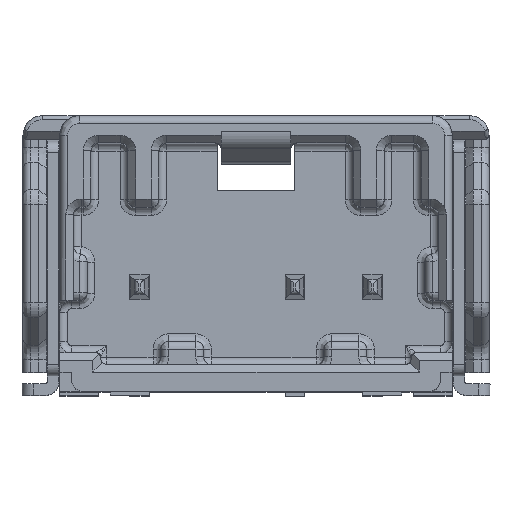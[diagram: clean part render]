
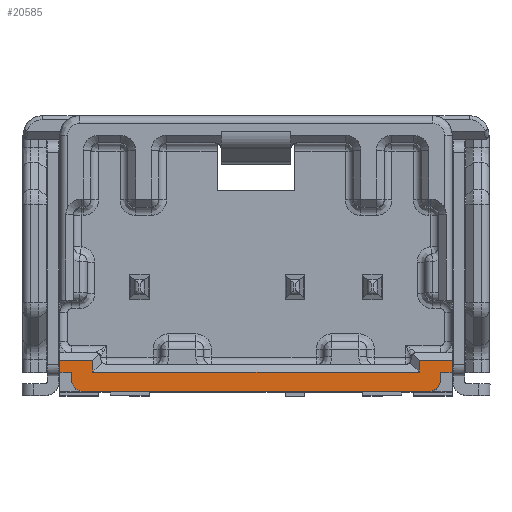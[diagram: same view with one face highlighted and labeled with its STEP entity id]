
A CAD part, top view. The second image highlights one B-rep face of the part: STEP entity #20585.
In plain terms, the highlighted planar face has unit normal (0, 0, 1).
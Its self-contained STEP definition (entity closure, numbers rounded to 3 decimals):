
#43 = EDGE_CURVE ( 'NONE', #7420, #9806, #15659, .T. ) ;
#110 = VECTOR ( 'NONE', #13413, 1000. ) ;
#194 = VERTEX_POINT ( 'NONE', #4594 ) ;
#216 = LINE ( 'NONE', #16946, #12719 ) ;
#282 = DIRECTION ( 'NONE',  ( 0., 1., 0. ) ) ;
#290 = CARTESIAN_POINT ( 'NONE',  ( 5.05, 0.6, 0. ) ) ;
#340 = EDGE_CURVE ( 'NONE', #11464, #16115, #21644, .T. ) ;
#602 = CARTESIAN_POINT ( 'NONE',  ( 0., 3.65, 0. ) ) ;
#605 = CARTESIAN_POINT ( 'NONE',  ( 5.05, 0.9, 0. ) ) ;
#620 = ORIENTED_EDGE ( 'NONE', *, *, #13317, .F. ) ;
#679 = EDGE_CURVE ( 'NONE', #12974, #5155, #6641, .T. ) ;
#834 = CARTESIAN_POINT ( 'NONE',  ( 0., 0.6, 0. ) ) ;
#837 = CARTESIAN_POINT ( 'NONE',  ( 4.45, 0.1, 0. ) ) ;
#1019 = EDGE_CURVE ( 'NONE', #15675, #14876, #12814, .T. ) ;
#1284 = ORIENTED_EDGE ( 'NONE', *, *, #340, .F. ) ;
#1396 = EDGE_CURVE ( 'NONE', #3057, #5155, #20032, .T. ) ;
#1629 = LINE ( 'NONE', #21546, #21637 ) ;
#2041 = DIRECTION ( 'NONE',  ( 0., 1., 0. ) ) ;
#2052 = ORIENTED_EDGE ( 'NONE', *, *, #20456, .F. ) ;
#2431 = VECTOR ( 'NONE', #2041, 1000. ) ;
#2462 = DIRECTION ( 'NONE',  ( 0., -1., 0. ) ) ;
#2869 = PLANE ( 'NONE',  #8888 ) ;
#3057 = VERTEX_POINT ( 'NONE', #290 ) ;
#3381 = ORIENTED_EDGE ( 'NONE', *, *, #19745, .T. ) ;
#3389 = CARTESIAN_POINT ( 'NONE',  ( -5.05, 0.6, 0. ) ) ;
#3658 = ORIENTED_EDGE ( 'NONE', *, *, #43, .F. ) ;
#4020 = LINE ( 'NONE', #10790, #17957 ) ;
#4411 = VERTEX_POINT ( 'NONE', #5194 ) ;
#4522 = ORIENTED_EDGE ( 'NONE', *, *, #7414, .F. ) ;
#4590 = DIRECTION ( 'NONE',  ( 1., 0., 0. ) ) ;
#4594 = CARTESIAN_POINT ( 'NONE',  ( -4.45, 0.1, 0. ) ) ;
#4839 = DIRECTION ( 'NONE',  ( 1., 0., 0. ) ) ;
#5136 = ORIENTED_EDGE ( 'NONE', *, *, #679, .T. ) ;
#5155 = VERTEX_POINT ( 'NONE', #13859 ) ;
#5188 = ORIENTED_EDGE ( 'NONE', *, *, #1396, .F. ) ;
#5194 = CARTESIAN_POINT ( 'NONE',  ( -4.75, 0.4, 0. ) ) ;
#5454 = CARTESIAN_POINT ( 'NONE',  ( -4.2, 0.9, 0. ) ) ;
#5671 = DIRECTION ( 'NONE',  ( -1., 0., 0. ) ) ;
#5701 = DIRECTION ( 'NONE',  ( 1., 0., 0. ) ) ;
#5751 = DIRECTION ( 'NONE',  ( 0., 0., -1. ) ) ;
#6017 = LINE ( 'NONE', #16069, #9198 ) ;
#6124 = LINE ( 'NONE', #9204, #16525 ) ;
#6483 = CARTESIAN_POINT ( 'NONE',  ( 0., 0.6, 0. ) ) ;
#6641 = LINE ( 'NONE', #15277, #14845 ) ;
#6902 = DIRECTION ( 'NONE',  ( 0., -1., 0. ) ) ;
#7289 = DIRECTION ( 'NONE',  ( 1., 0., 0. ) ) ;
#7414 = EDGE_CURVE ( 'NONE', #14876, #17595, #216, .T. ) ;
#7420 = VERTEX_POINT ( 'NONE', #11823 ) ;
#7686 = DIRECTION ( 'NONE',  ( 0., 0., -1. ) ) ;
#8335 = DIRECTION ( 'NONE',  ( -1., 0., 0. ) ) ;
#8573 = ORIENTED_EDGE ( 'NONE', *, *, #13824, .F. ) ;
#8888 = AXIS2_PLACEMENT_3D ( 'NONE', #602, #7686, #7289 ) ;
#8915 = ORIENTED_EDGE ( 'NONE', *, *, #10682, .F. ) ;
#9198 = VECTOR ( 'NONE', #14320, 1000. ) ;
#9204 = CARTESIAN_POINT ( 'NONE',  ( 5.05, 0.1, 0. ) ) ;
#9806 = VERTEX_POINT ( 'NONE', #605 ) ;
#9873 = EDGE_CURVE ( 'NONE', #194, #4411, #13545, .T. ) ;
#9940 = DIRECTION ( 'NONE',  ( -1., 0., 0. ) ) ;
#10190 = DIRECTION ( 'NONE',  ( 0., 1., 0. ) ) ;
#10362 = LINE ( 'NONE', #15165, #110 ) ;
#10682 = EDGE_CURVE ( 'NONE', #12974, #21303, #10963, .T. ) ;
#10689 = VECTOR ( 'NONE', #8335, 1000. ) ;
#10790 = CARTESIAN_POINT ( 'NONE',  ( -4.75, 0., 0. ) ) ;
#10947 = CARTESIAN_POINT ( 'NONE',  ( 0., 0.9, 0. ) ) ;
#10963 = CIRCLE ( 'NONE', #11655, 0.3 ) ;
#11464 = VERTEX_POINT ( 'NONE', #11638 ) ;
#11559 = CARTESIAN_POINT ( 'NONE',  ( 4.45, 0.4, 0. ) ) ;
#11638 = CARTESIAN_POINT ( 'NONE',  ( -4.75, 0.6, 0. ) ) ;
#11655 = AXIS2_PLACEMENT_3D ( 'NONE', #11559, #18230, #9940 ) ;
#11823 = CARTESIAN_POINT ( 'NONE',  ( 4.2, 0.9, 0. ) ) ;
#11901 = LINE ( 'NONE', #17015, #2431 ) ;
#12006 = ORIENTED_EDGE ( 'NONE', *, *, #1019, .F. ) ;
#12210 = ORIENTED_EDGE ( 'NONE', *, *, #19834, .F. ) ;
#12490 = VECTOR ( 'NONE', #5671, 1000. ) ;
#12719 = VECTOR ( 'NONE', #6902, 1000. ) ;
#12814 = LINE ( 'NONE', #13137, #15556 ) ;
#12974 = VERTEX_POINT ( 'NONE', #14467 ) ;
#13137 = CARTESIAN_POINT ( 'NONE',  ( 0., 0.9, 0. ) ) ;
#13317 = EDGE_CURVE ( 'NONE', #16115, #15675, #1629, .T. ) ;
#13413 = DIRECTION ( 'NONE',  ( 0., -1., 0. ) ) ;
#13545 = CIRCLE ( 'NONE', #14932, 0.3 ) ;
#13824 = EDGE_CURVE ( 'NONE', #20275, #7420, #11901, .T. ) ;
#13859 = CARTESIAN_POINT ( 'NONE',  ( 4.75, 0.6, 0. ) ) ;
#14170 = DIRECTION ( 'NONE',  ( 1., 0., 0. ) ) ;
#14320 = DIRECTION ( 'NONE',  ( 1., 0., 0. ) ) ;
#14463 = FACE_OUTER_BOUND ( 'NONE', #18390, .T. ) ;
#14467 = CARTESIAN_POINT ( 'NONE',  ( 4.75, 0.4, 0. ) ) ;
#14845 = VECTOR ( 'NONE', #282, 1000. ) ;
#14876 = VERTEX_POINT ( 'NONE', #5454 ) ;
#14932 = AXIS2_PLACEMENT_3D ( 'NONE', #20734, #5751, #14170 ) ;
#14960 = ORIENTED_EDGE ( 'NONE', *, *, #21599, .T. ) ;
#15165 = CARTESIAN_POINT ( 'NONE',  ( 5.05, 0.1, 0. ) ) ;
#15277 = CARTESIAN_POINT ( 'NONE',  ( 4.75, 0.6, 0. ) ) ;
#15556 = VECTOR ( 'NONE', #4839, 1000. ) ;
#15659 = LINE ( 'NONE', #10947, #20854 ) ;
#15675 = VERTEX_POINT ( 'NONE', #19283 ) ;
#16069 = CARTESIAN_POINT ( 'NONE',  ( 0., 0.6, 0. ) ) ;
#16077 = CARTESIAN_POINT ( 'NONE',  ( -4.2, 0.6, 0. ) ) ;
#16115 = VERTEX_POINT ( 'NONE', #3389 ) ;
#16525 = VECTOR ( 'NONE', #4590, 1000. ) ;
#16587 = CARTESIAN_POINT ( 'NONE',  ( 4.2, 0.6, 0. ) ) ;
#16946 = CARTESIAN_POINT ( 'NONE',  ( -4.2, 3.65, 0. ) ) ;
#17015 = CARTESIAN_POINT ( 'NONE',  ( 4.2, 3.65, 0. ) ) ;
#17374 = ORIENTED_EDGE ( 'NONE', *, *, #9873, .F. ) ;
#17595 = VERTEX_POINT ( 'NONE', #16077 ) ;
#17957 = VECTOR ( 'NONE', #2462, 1000. ) ;
#18230 = DIRECTION ( 'NONE',  ( 0., 0., -1. ) ) ;
#18390 = EDGE_LOOP ( 'NONE', ( #5188, #2052, #3658, #8573, #12210, #4522, #12006, #620, #1284, #14960, #17374, #3381, #8915, #5136 ) ) ;
#19283 = CARTESIAN_POINT ( 'NONE',  ( -5.05, 0.9, 0. ) ) ;
#19745 = EDGE_CURVE ( 'NONE', #194, #21303, #6124, .T. ) ;
#19834 = EDGE_CURVE ( 'NONE', #17595, #20275, #6017, .T. ) ;
#20032 = LINE ( 'NONE', #6483, #10689 ) ;
#20275 = VERTEX_POINT ( 'NONE', #16587 ) ;
#20456 = EDGE_CURVE ( 'NONE', #9806, #3057, #10362, .T. ) ;
#20585 = ADVANCED_FACE ( 'NONE', ( #14463 ), #2869, .F. ) ;
#20734 = CARTESIAN_POINT ( 'NONE',  ( -4.45, 0.4, 0. ) ) ;
#20854 = VECTOR ( 'NONE', #5701, 1000. ) ;
#21303 = VERTEX_POINT ( 'NONE', #837 ) ;
#21546 = CARTESIAN_POINT ( 'NONE',  ( -5.05, 0.1, 0. ) ) ;
#21599 = EDGE_CURVE ( 'NONE', #11464, #4411, #4020, .T. ) ;
#21637 = VECTOR ( 'NONE', #10190, 1000. ) ;
#21644 = LINE ( 'NONE', #834, #12490 ) ;
